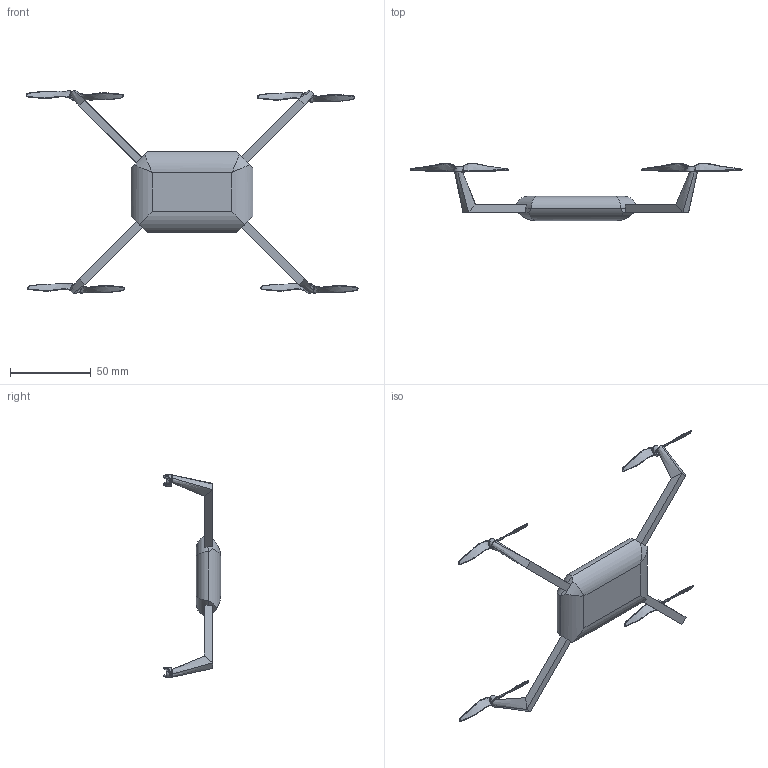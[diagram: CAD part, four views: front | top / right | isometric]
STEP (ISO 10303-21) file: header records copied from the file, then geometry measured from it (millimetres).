
FILE_DESCRIPTION(/* description */ (''),/* implementation_level */ '2;1');
FILE_NAME(/* name */ 'Quadcopter v3.step',/* time_stamp */ '2021-06-23T20:55:47+05:00',/* author */ (''),/* organization */ (''),/* preprocessor_version */ 'ST-DEVELOPER v18.1',/* originating_system */ 'Autodesk Translation Framework v10.6.0.1341',/* authorisation */ '');
FILE_SCHEMA (('AUTOMOTIVE_DESIGN { 1 0 10303 214 3 1 1 }'));
Length unit declared in the file: centimetre
Products named in the file (2): Quadcopter; Propeller 5x5
Assembly tree (4 placements, depth 2):
  Quadcopter
    Propeller 5x5  x4
Bounding box: 205.09 x 35.42 x 125.09 mm (x, y, z)
Volume: 53374.2 mm3; surface area: 17075.7 mm2
Topology: 5 solids, 5 shells, 326 faces, 832 edges, 504 vertices
Faces by surface type: bspline 224, plane 40, torus 32, cylinder 30
Full cylindrical faces by diameter (mm): 2.839 x4, 3.548 x4
Entity records: 15264 total; most frequent: CARTESIAN_POINT 12433, ORIENTED_EDGE 624, DIRECTION 482, EDGE_CURVE 312, VERTEX_POINT 192, AXIS2_PLACEMENT_3D 191, EDGE_LOOP 128, FACE_OUTER_BOUND 125
